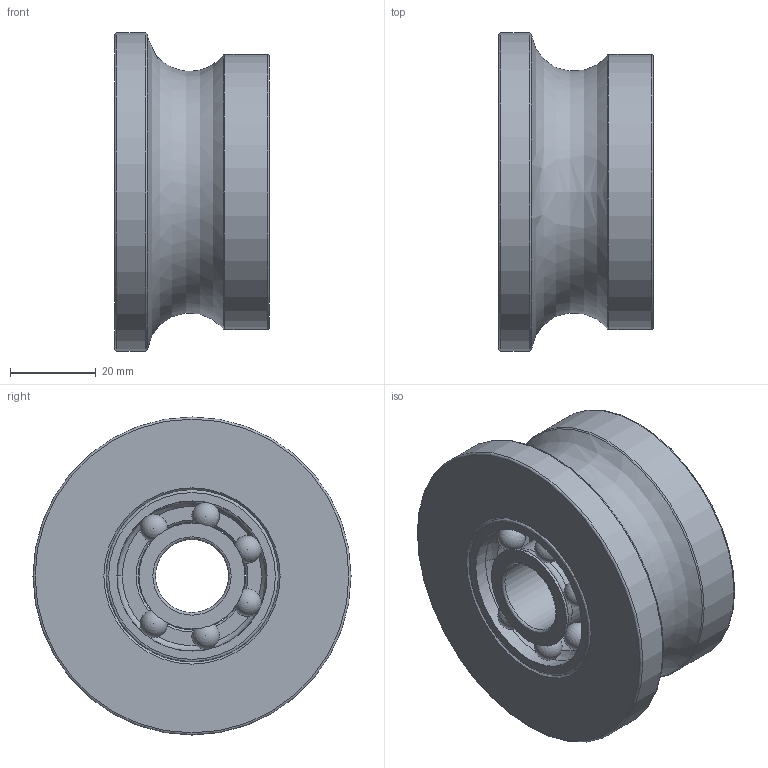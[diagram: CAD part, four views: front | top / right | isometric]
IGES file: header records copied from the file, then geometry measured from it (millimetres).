
Global section: file name: 820300.stp.ipt; native system: Autodesk Inventor 2014; preprocessor: unknown; author: zeman; date: 20151016.102122; units: millimetre
Bounding box: 36 x 74 x 74 mm (x, y, z)
Volume: 96653.2 mm3; surface area: 35899.2 mm2
Topology: 17 solids, 17 shells, 113 faces, 346 edges, 233 vertices
Faces by surface type: revolution 70, sphere 19, plane 14, cylinder 10
Full cylindrical faces by diameter (mm): 22.06 x1, 24 x1, 24.36 x2, 24.636 x2, 40 x2, 64 x1, 74 x1
